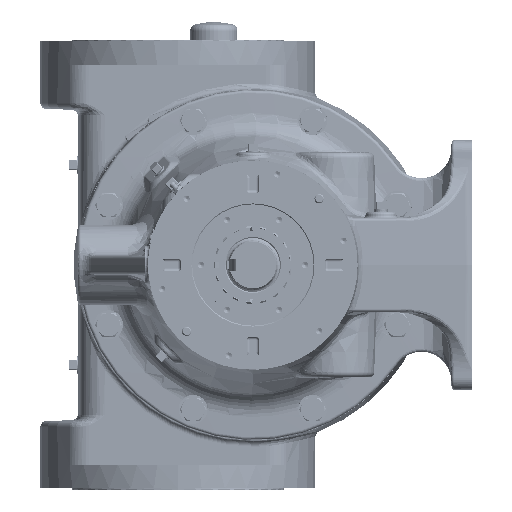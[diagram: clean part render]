
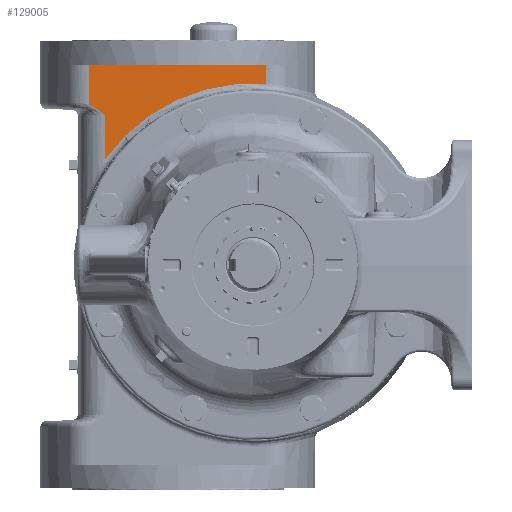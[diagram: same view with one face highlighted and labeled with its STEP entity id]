
A CAD part, left-side view. The second image highlights one B-rep face of the part: STEP entity #129005.
In plain terms, the highlighted planar face has unit normal (-1, 0, 0).
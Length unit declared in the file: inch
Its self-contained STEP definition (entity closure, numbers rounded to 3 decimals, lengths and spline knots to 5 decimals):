
#3585 = EDGE_CURVE ( 'NONE', #298156, #14886, #241567, .T. ) ;
#6592 = CARTESIAN_POINT ( 'NONE',  ( 0.865, 5.94587, 6.02667 ) ) ;
#12205 = DIRECTION ( 'NONE',  ( 0., 0., -1. ) ) ;
#14886 = VERTEX_POINT ( 'NONE', #100957 ) ;
#20795 = DIRECTION ( 'NONE',  ( 0., 0., -1. ) ) ;
#23000 = DIRECTION ( 'NONE',  ( 1., 0., 0. ) ) ;
#27269 = LINE ( 'NONE', #411458, #255328 ) ;
#28058 = PLANE ( 'NONE',  #201627 ) ;
#54661 = DIRECTION ( 'NONE',  ( 0., 0., -1. ) ) ;
#80193 = CARTESIAN_POINT ( 'NONE',  ( 0.865, 6.48194, 6.38955 ) ) ;
#92647 = LINE ( 'NONE', #258054, #302326 ) ;
#93791 = EDGE_CURVE ( 'NONE', #285815, #310484, #27269, .T. ) ;
#95598 = DIRECTION ( 'NONE',  ( 0., 0., -1. ) ) ;
#100957 = CARTESIAN_POINT ( 'NONE',  ( 0.865, 5.90249, 5.9908 ) ) ;
#107049 = CARTESIAN_POINT ( 'NONE',  ( 0.865, 5.91487, 6.00105 ) ) ;
#120643 = LINE ( 'NONE', #145369, #179781 ) ;
#129005 = ADVANCED_FACE ( 'Defeatured_0_2065', ( #267151 ), #28058, .F. ) ;
#139538 = DIRECTION ( 'NONE',  ( 1., 0., 0. ) ) ;
#140089 = ORIENTED_EDGE ( 'NONE', *, *, #371297, .T. ) ;
#140527 = CARTESIAN_POINT ( 'NONE',  ( 0.865, 6.25878, 6.26453 ) ) ;
#142724 = CARTESIAN_POINT ( 'NONE',  ( 0.865, 6.10262, 6.15258 ) ) ;
#145369 = CARTESIAN_POINT ( 'NONE',  ( 0.865, 6.54251, 8.74 ) ) ;
#146784 = CARTESIAN_POINT ( 'NONE',  ( 0.865, 5.90249, 4.23701 ) ) ;
#149619 = EDGE_LOOP ( 'NONE', ( #426577, #140089, #348433, #299136, #363212, #282449 ) ) ;
#165218 = CARTESIAN_POINT ( 'NONE',  ( 0.865, -0.54251, 7.2455 ) ) ;
#179781 = VECTOR ( 'NONE', #355429, 39.37008 ) ;
#180796 = CARTESIAN_POINT ( 'NONE',  ( 0.865, 6.02693, 6.09274 ) ) ;
#196157 = EDGE_CURVE ( 'NONE', #310484, #326024, #92647, .T. ) ;
#201627 = AXIS2_PLACEMENT_3D ( 'NONE', #347429, #139538, #12205 ) ;
#233659 = CARTESIAN_POINT ( 'NONE',  ( 0.865, -0.54251, 8. ) ) ;
#241567 = B_SPLINE_CURVE_WITH_KNOTS ( 'NONE', 3,
 ( #319266, #80193, #352785, #381978, #140527, #417661, #142724, #180796, #247825, #276936, #6592, #413257, #107049, #384199, #274718 ),
 .UNSPECIFIED., .F., .F.,
 ( 4, 2, 2, 2, 2, 1, 2, 4 ),
 ( 0., 0.00487, 0.00974, 0.01461, 0.01704, 0.01826, 0.01887, 0.01947 ),
 .UNSPECIFIED. ) ;
#247825 = CARTESIAN_POINT ( 'NONE',  ( 0.865, 6.00189, 6.07252 ) ) ;
#255328 = VECTOR ( 'NONE', #342175, 39.37008 ) ;
#258054 = CARTESIAN_POINT ( 'NONE',  ( 0.865, -0.54251, 8.74 ) ) ;
#267151 = FACE_OUTER_BOUND ( 'NONE', #149619, .T. ) ;
#267603 = LINE ( 'NONE', #334676, #333222 ) ;
#274718 = CARTESIAN_POINT ( 'NONE',  ( 0.865, 5.90249, 5.9908 ) ) ;
#276936 = CARTESIAN_POINT ( 'NONE',  ( 0.865, 5.96451, 6.04199 ) ) ;
#282449 = ORIENTED_EDGE ( 'NONE', *, *, #196157, .F. ) ;
#283328 = CIRCLE ( 'NONE', #440248, 7.26578 ) ;
#285815 = VERTEX_POINT ( 'NONE', #399374 ) ;
#298156 = VERTEX_POINT ( 'NONE', #366234 ) ;
#299136 = ORIENTED_EDGE ( 'NONE', *, *, #365474, .T. ) ;
#301639 = VERTEX_POINT ( 'NONE', #146784 ) ;
#302326 = VECTOR ( 'NONE', #54661, 39.37008 ) ;
#310484 = VERTEX_POINT ( 'NONE', #233659 ) ;
#319266 = CARTESIAN_POINT ( 'NONE',  ( 0.865, 6.54251, 6.41306 ) ) ;
#326024 = VERTEX_POINT ( 'NONE', #165218 ) ;
#326916 = CARTESIAN_POINT ( 'NONE',  ( 0.865, 0., 0. ) ) ;
#333222 = VECTOR ( 'NONE', #95598, 39.37008 ) ;
#334676 = CARTESIAN_POINT ( 'NONE',  ( 0.865, 5.90249, 8.4321 ) ) ;
#342175 = DIRECTION ( 'NONE',  ( 0., -1., 0. ) ) ;
#347429 = CARTESIAN_POINT ( 'NONE',  ( 0.865, 5.90249, 8.4321 ) ) ;
#348433 = ORIENTED_EDGE ( 'NONE', *, *, #3585, .T. ) ;
#352785 = CARTESIAN_POINT ( 'NONE',  ( 0.865, 6.42418, 6.36149 ) ) ;
#355429 = DIRECTION ( 'NONE',  ( 0., 0., -1. ) ) ;
#363212 = ORIENTED_EDGE ( 'NONE', *, *, #433654, .T. ) ;
#365474 = EDGE_CURVE ( 'NONE', #14886, #301639, #267603, .T. ) ;
#366234 = CARTESIAN_POINT ( 'NONE',  ( 0.865, 6.54251, 6.41306 ) ) ;
#371297 = EDGE_CURVE ( 'NONE', #285815, #298156, #120643, .T. ) ;
#381978 = CARTESIAN_POINT ( 'NONE',  ( 0.865, 6.31259, 6.29899 ) ) ;
#384199 = CARTESIAN_POINT ( 'NONE',  ( 0.865, 5.90864, 5.99589 ) ) ;
#399374 = CARTESIAN_POINT ( 'NONE',  ( 0.865, 6.54251, 8. ) ) ;
#411458 = CARTESIAN_POINT ( 'NONE',  ( 0.865, 5.90249, 8. ) ) ;
#413257 = CARTESIAN_POINT ( 'NONE',  ( 0.865, 5.92727, 6.0113 ) ) ;
#417661 = CARTESIAN_POINT ( 'NONE',  ( 0.865, 6.15379, 6.19133 ) ) ;
#426577 = ORIENTED_EDGE ( 'NONE', *, *, #93791, .F. ) ;
#433654 = EDGE_CURVE ( 'NONE', #301639, #326024, #283328, .T. ) ;
#440248 = AXIS2_PLACEMENT_3D ( 'NONE', #326916, #23000, #20795 ) ;
